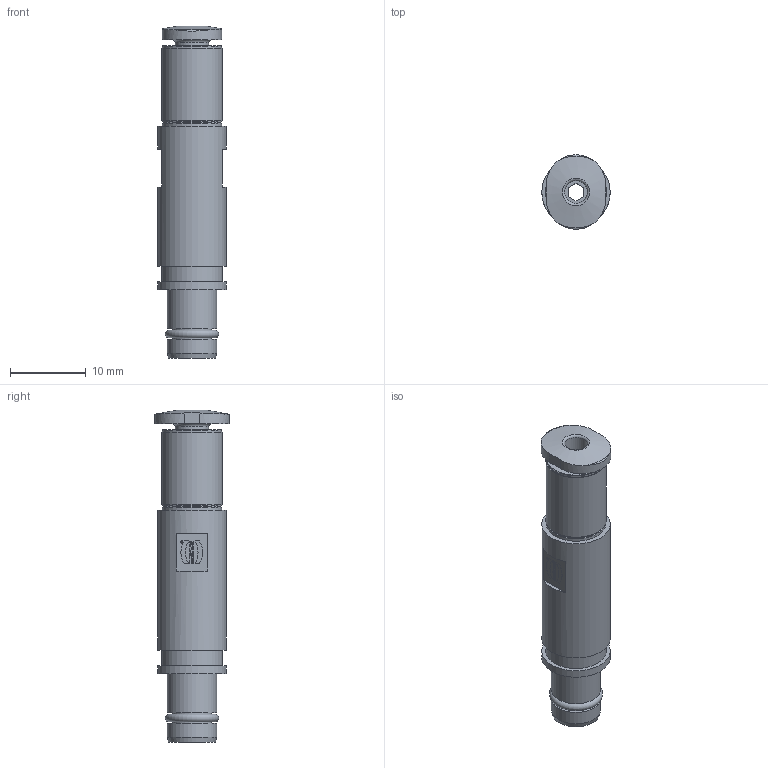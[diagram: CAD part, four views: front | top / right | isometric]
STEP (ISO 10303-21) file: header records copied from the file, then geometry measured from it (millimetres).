
FILE_DESCRIPTION(/* description */ (''),/* implementation_level */ '2;1');
FILE_NAME(/* name */ '100660702ugm000_c.stp',/* time_stamp */ '2017-11-22T15:33:09+01:00',/* author */ (''),/* organization */ (''),/* preprocessor_version */ 'ST-DEVELOPER v16',/* originating_system */ 'SIEMENS PLM Software NX 10.0',/* authorisation */ '');
FILE_SCHEMA (('AUTOMOTIVE_DESIGN { 1 0 10303 214 3 1 1 1 }'));
Length unit declared in the file: millimetre
Products named in the file (1): 100660702ugm000_c
Bounding box: 9 x 9.8 x 43.7 mm (x, y, z)
Volume: 1969.9 mm3; surface area: 1819.3 mm2
Topology: 1 solids, 1 shells, 149 faces, 434 edges, 395 vertices
Faces by surface type: plane 111, cylinder 22, extrusion 6, torus 5, cone 5
Full cylindrical faces by diameter (mm): 0.201 x1, 0.295 x1, 3 x2, 4.4 x1, 5.03 x2, 6.5 x2, 7.8 x3, 8 x2, 9 x2
Entity records: 6551 total; most frequent: CARTESIAN_POINT 1482, DIRECTION 730, ORIENTED_EDGE 648, EDGE_CURVE 324, VECTOR 324, LINE 318, PRESENTATION_STYLE_ASSIGNMENT 233, VERTEX_POINT 229
